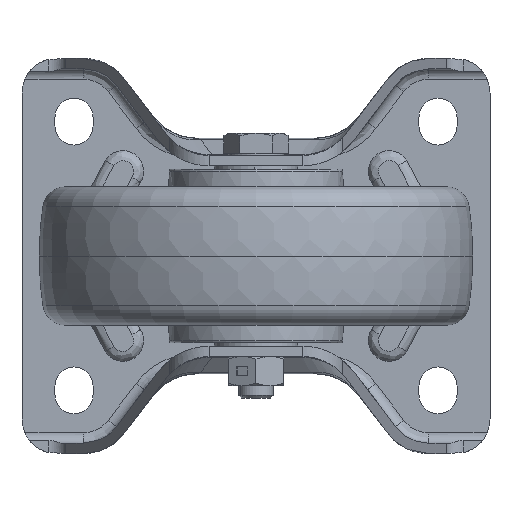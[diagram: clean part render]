
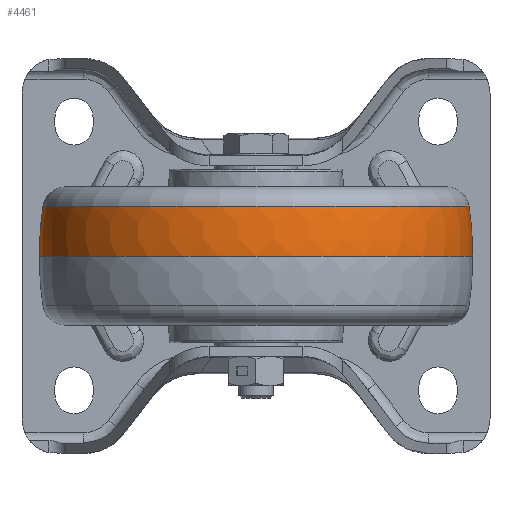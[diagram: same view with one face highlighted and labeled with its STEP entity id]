
A CAD part, front view. The second image highlights one B-rep face of the part: STEP entity #4461.
In plain terms, the highlighted toroidal (fillet/blend) face has major radius 37.5 mm and minor radius 100 mm.
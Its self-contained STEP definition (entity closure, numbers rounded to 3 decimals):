
#52 = AXIS2_PLACEMENT_3D ( 'NONE', #936, #7914, #7683 ) ;
#465 = EDGE_CURVE ( 'NONE', #3370, #17099, #16003, .T. ) ;
#872 = ORIENTED_EDGE ( 'NONE', *, *, #7818, .T. ) ;
#936 = CARTESIAN_POINT ( 'NONE',  ( 0., -92.5, 14.359 ) ) ;
#1772 = DIRECTION ( 'NONE',  ( 1., 0., 0. ) ) ;
#2223 = AXIS2_PLACEMENT_3D ( 'NONE', #18557, #16833, #16496 ) ;
#3370 = VERTEX_POINT ( 'NONE', #13099 ) ;
#3879 = TOROIDAL_SURFACE ( 'NONE', #22379, -37.5, 100. ) ;
#4356 = CARTESIAN_POINT ( 'NONE',  ( -61.456, -92.5, 14.359 ) ) ;
#4461 = ADVANCED_FACE ( 'NONE', ( #8009 ), #3879, .T. ) ;
#4573 = DIRECTION ( 'NONE',  ( 1., 0., 0. ) ) ;
#5413 = CARTESIAN_POINT ( 'NONE',  ( -62.5, -92.5, 0. ) ) ;
#5475 = DIRECTION ( 'NONE',  ( 1., 0., 0. ) ) ;
#5729 = EDGE_CURVE ( 'NONE', #20871, #3370, #12776, .T. ) ;
#6151 = EDGE_CURVE ( 'NONE', #12183, #17099, #15313, .T. ) ;
#7039 = ORIENTED_EDGE ( 'NONE', *, *, #6151, .T. ) ;
#7052 = ORIENTED_EDGE ( 'NONE', *, *, #5729, .F. ) ;
#7683 = DIRECTION ( 'NONE',  ( 1., 0., 0. ) ) ;
#7818 = EDGE_CURVE ( 'NONE', #20871, #12183, #11264, .T. ) ;
#7914 = DIRECTION ( 'NONE',  ( 0., 0., 1. ) ) ;
#8009 = FACE_OUTER_BOUND ( 'NONE', #14481, .T. ) ;
#8475 = CARTESIAN_POINT ( 'NONE',  ( 62.5, -92.5, 0. ) ) ;
#10544 = AXIS2_PLACEMENT_3D ( 'NONE', #15290, #20417, #1772 ) ;
#11264 = CIRCLE ( 'NONE', #10544, 100. ) ;
#12183 = VERTEX_POINT ( 'NONE', #5413 ) ;
#12776 = CIRCLE ( 'NONE', #52, 61.456 ) ;
#13073 = DIRECTION ( 'NONE',  ( 0., 0., -1. ) ) ;
#13099 = CARTESIAN_POINT ( 'NONE',  ( 61.456, -92.5, 14.359 ) ) ;
#14147 = ORIENTED_EDGE ( 'NONE', *, *, #465, .F. ) ;
#14481 = EDGE_LOOP ( 'NONE', ( #7052, #872, #7039, #14147 ) ) ;
#14779 = CARTESIAN_POINT ( 'NONE',  ( 0., -92.5, -0.056 ) ) ;
#15290 = CARTESIAN_POINT ( 'NONE',  ( 37.5, -92.5, -0.056 ) ) ;
#15313 = CIRCLE ( 'NONE', #21870, 62.5 ) ;
#16003 = CIRCLE ( 'NONE', #2223, 100. ) ;
#16496 = DIRECTION ( 'NONE',  ( 0., 0., 1. ) ) ;
#16833 = DIRECTION ( 'NONE',  ( 0., 1., 0. ) ) ;
#17099 = VERTEX_POINT ( 'NONE', #8475 ) ;
#18557 = CARTESIAN_POINT ( 'NONE',  ( -37.5, -92.5, -0.056 ) ) ;
#19188 = CARTESIAN_POINT ( 'NONE',  ( 0., -92.5, 0. ) ) ;
#20417 = DIRECTION ( 'NONE',  ( 0., -1., 0. ) ) ;
#20666 = DIRECTION ( 'NONE',  ( 0., 0., 1. ) ) ;
#20871 = VERTEX_POINT ( 'NONE', #4356 ) ;
#21870 = AXIS2_PLACEMENT_3D ( 'NONE', #19188, #20666, #5475 ) ;
#22379 = AXIS2_PLACEMENT_3D ( 'NONE', #14779, #13073, #4573 ) ;
